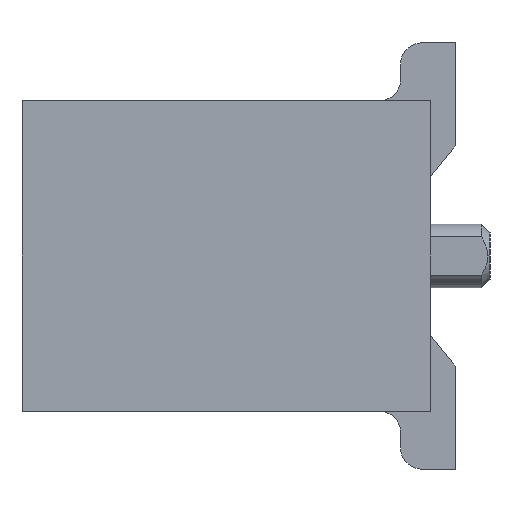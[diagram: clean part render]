
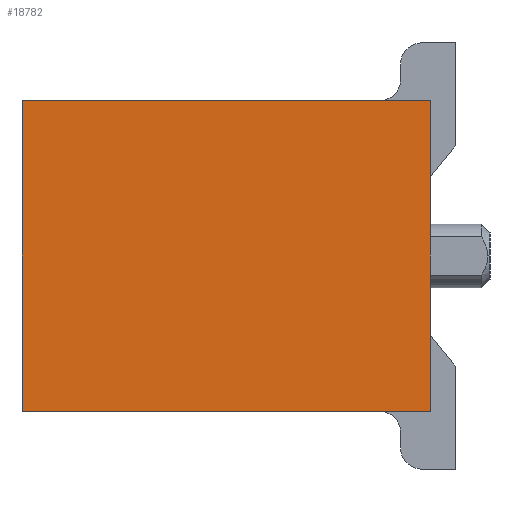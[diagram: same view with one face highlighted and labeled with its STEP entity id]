
A CAD part, left-side view. The second image highlights one B-rep face of the part: STEP entity #18782.
In plain terms, the highlighted planar face has unit normal (-1, 0, 0).
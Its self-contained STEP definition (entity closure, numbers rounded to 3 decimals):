
#685=DIRECTION('',(0.,0.,1.));
#686=VECTOR('',#685,3.65);
#687=CARTESIAN_POINT('',(-9.,0.,-1.825));
#688=LINE('',#687,#686);
#940=DIRECTION('',(0.,1.,0.));
#941=VECTOR('',#940,4.8);
#942=CARTESIAN_POINT('',(-9.,0.,1.825));
#943=LINE('',#942,#941);
#7017=DIRECTION('',(0.,0.,1.));
#7018=VECTOR('',#7017,3.65);
#7019=CARTESIAN_POINT('',(-9.,4.8,-1.825));
#7020=LINE('',#7019,#7018);
#7025=DIRECTION('',(0.,1.,0.));
#7026=VECTOR('',#7025,4.8);
#7027=CARTESIAN_POINT('',(-9.,0.,-1.825));
#7028=LINE('',#7027,#7026);
#7049=CARTESIAN_POINT('',(-9.,0.,-1.825));
#7050=CARTESIAN_POINT('',(-9.,0.,1.825));
#7051=VERTEX_POINT('',#7049);
#7052=VERTEX_POINT('',#7050);
#7057=CARTESIAN_POINT('',(-9.,4.8,-1.825));
#7058=CARTESIAN_POINT('',(-9.,4.8,1.825));
#7059=VERTEX_POINT('',#7057);
#7060=VERTEX_POINT('',#7058);
#18771=CARTESIAN_POINT('',(-9.,0.,-1.825));
#18772=DIRECTION('',(-1.,0.,0.));
#18773=DIRECTION('',(0.,0.,1.));
#18774=AXIS2_PLACEMENT_3D('',#18771,#18772,#18773);
#18775=PLANE('',#18774);
#18776=ORIENTED_EDGE('',*,*,#9618,.F.);
#18777=ORIENTED_EDGE('',*,*,#11264,.T.);
#18778=ORIENTED_EDGE('',*,*,#18765,.T.);
#18779=ORIENTED_EDGE('',*,*,#9940,.F.);
#18780=EDGE_LOOP('',(#18776,#18777,#18778,#18779));
#18781=FACE_OUTER_BOUND('',#18780,.F.);
#9618=EDGE_CURVE('',#7051,#7052,#688,.T.);
#9940=EDGE_CURVE('',#7052,#7060,#943,.T.);
#11264=EDGE_CURVE('',#7051,#7059,#7028,.T.);
#18765=EDGE_CURVE('',#7059,#7060,#7020,.T.);
#18782=ADVANCED_FACE('',(#18781),#18775,.T.);
